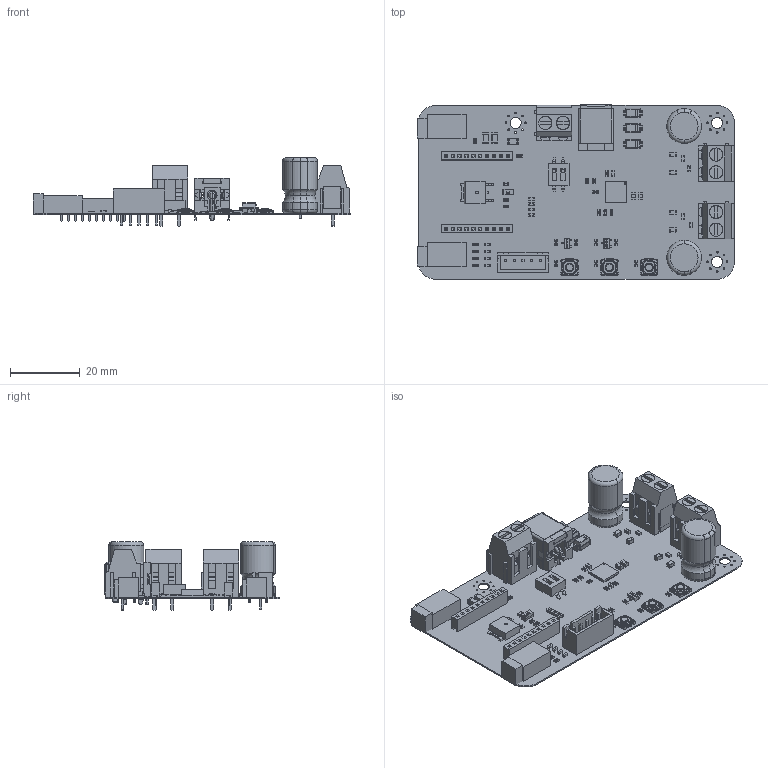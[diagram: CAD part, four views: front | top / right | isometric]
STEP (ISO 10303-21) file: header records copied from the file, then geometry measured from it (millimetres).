
FILE_DESCRIPTION(('Open CASCADE Model'),'2;1');
FILE_NAME('Open CASCADE Shape Model','2025-01-07T15:33:28',('Author'),( 'Open CASCADE'),'Open CASCADE STEP processor 6.8','Open CASCADE 6.8' ,'Unknown');
FILE_SCHEMA(('AUTOMOTIVE_DESIGN { 1 0 10303 214 1 1 1 1 }'));
Length unit declared in the file: millimetre
Products named in the file (118): PCB; Board; Open CASCADE STEP translator 6.8 1.1.1; B1; User_Library-V0805HD; User_Library-V0805HD_K_X_F6rper_1; User_Library-V0805HD_Anschl_X_FCsse_1; B2; B3; B4; C1; User_Library-cap_0603-1; C2; C3; C4; Tantalum_Capacitor_Case_A; User_Library-Tantalum_Capacitor_Case_A_Tantalum_case_A_part1; User_Library-Tantalum_Capacitor_Case_A_Tantalum_case_A_part2; C5; C6; C7; User_Library-cap_1206-1; C8; C9; D(10)F(5)L(16); C10; User_Library-cap_0805-1; C11; C12; C13; C14; C15; C16; C17; C18; C19; C20; C21; D1; User_Library-Diode_Molded_BodyDIOM5426X300N ...
Assembly tree (181 placements, depth 6):
  PCB
    Board
      Open CASCADE STEP translator 6.8 1.1.1
    B1
      User_Library-V0805HD
        User_Library-V0805HD_K_X_F6rper_1
        User_Library-V0805HD_Anschl_X_FCsse_1
    B2
      User_Library-V0805HD
        User_Library-V0805HD_K_X_F6rper_1
        User_Library-V0805HD_Anschl_X_FCsse_1
    B3
      User_Library-V0805HD
        User_Library-V0805HD_K_X_F6rper_1
        User_Library-V0805HD_Anschl_X_FCsse_1
    B4
      User_Library-V0805HD
        User_Library-V0805HD_K_X_F6rper_1
        User_Library-V0805HD_Anschl_X_FCsse_1
    C1
      User_Library-cap_0603-1
    C2
      User_Library-cap_0603-1
    C3
      User_Library-cap_0603-1
    C4
      Tantalum_Capacitor_Case_A
        User_Library-Tantalum_Capacitor_Case_A_Tantalum_case_A_part1
        User_Library-Tantalum_Capacitor_Case_A_Tantalum_case_A_part2  x2
    C5
      User_Library-cap_0603-1
    C6
      User_Library-cap_0603-1
    C7
      User_Library-cap_1206-1
    C8
      User_Library-cap_1206-1
    C9
      D(10)F(5)L(16)
    C10
      User_Library-cap_0805-1
    C11
      User_Library-cap_0805-1
    C12
      User_Library-cap_0603-1
    C13
      User_Library-cap_0603-1
    C14
      User_Library-cap_0603-1
    C15
      User_Library-cap_0603-1
    C16
      User_Library-cap_0603-1
    C17
      User_Library-cap_0603-1
    C18
      User_Library-cap_0603-1
    C19
      User_Library-cap_0603-1
    C20
Bounding box: 91.23 x 50.18 x 19.76 mm (x, y, z)
Volume: 9360.9 mm3; surface area: 24202.3 mm2
Topology: 242 solids, 243 shells, 8336 faces, 21556 edges, 13776 vertices
Faces by surface type: plane 4858, cylinder 1758, bspline 1441, sphere 170, torus 68, cone 41
Full cylindrical faces by diameter (mm): 0.5 x24, 0.7 x4, 0.8 x20, 1 x5, 1.2 x4, 1.4 x1, 1.5 x6, 1.6 x1, 2.4 x18, 3.2 x3, 3.8 x12
Entity records: 105184 total; most frequent: CARTESIAN_POINT 30219, ORIENTED_EDGE 13379, DIRECTION 12323, EDGE_CURVE 6691, LINE 4885, VECTOR 4885, VERTEX_POINT 4331, AXIS2_PLACEMENT_3D 3719
